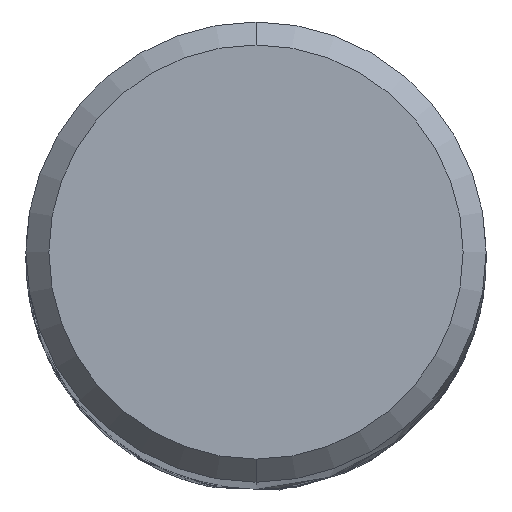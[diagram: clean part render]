
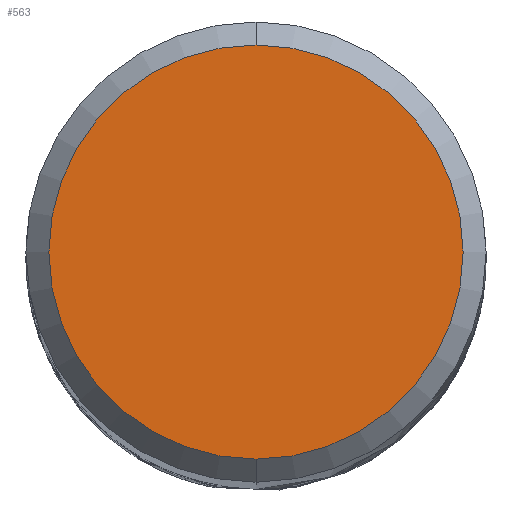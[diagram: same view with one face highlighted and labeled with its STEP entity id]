
A CAD part, top view. The second image highlights one B-rep face of the part: STEP entity #563.
In plain terms, the highlighted planar face has unit normal (0, 0, 1).
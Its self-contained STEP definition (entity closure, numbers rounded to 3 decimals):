
#319=EDGE_CURVE('',#723,#445,#859,.T.);
#445=VERTEX_POINT('',#995);
#517=EDGE_CURVE('',#445,#723,#1078,.T.);
#563=ADVANCED_FACE('',(#1127),#1128,.T.);
#723=VERTEX_POINT('',#1306);
#859=CIRCLE('',#2117,3.6);
#995=CARTESIAN_POINT('',(0.,-3.6,0.0));
#1078=CIRCLE('',#4038,3.6);
#1127=FACE_OUTER_BOUND('',#4239,.T.);
#1128=PLANE('',#4240);
#1306=CARTESIAN_POINT('',(0.0,3.6,0.0));
#2117=AXIS2_PLACEMENT_3D('',#5759,#5760,#5761);
#4038=AXIS2_PLACEMENT_3D('',#6020,#6021,#6022);
#4239=EDGE_LOOP('',(#6057,#6058));
#4240=AXIS2_PLACEMENT_3D('',#6059,#6060,#6061);
#5759=CARTESIAN_POINT('',(0.0,0.0,0.0));
#5760=DIRECTION('',(0.0,0.0,-1.0));
#5761=DIRECTION('',(0.0,1.0,0.0));
#6020=CARTESIAN_POINT('',(0.0,0.0,0.0));
#6021=DIRECTION('',(0.0,0.0,-1.0));
#6022=DIRECTION('',(0.0,1.0,0.0));
#6057=ORIENTED_EDGE('',*,*,#319,.F.);
#6058=ORIENTED_EDGE('',*,*,#517,.F.);
#6059=CARTESIAN_POINT('',(0.0,1.8,0.0));
#6060=DIRECTION('',(-0.0,0.0,1.0));
#6061=DIRECTION('',(0.0,-1.0,0.0));
